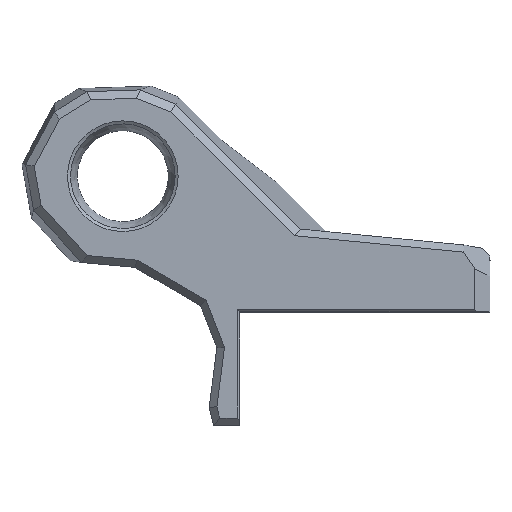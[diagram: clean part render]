
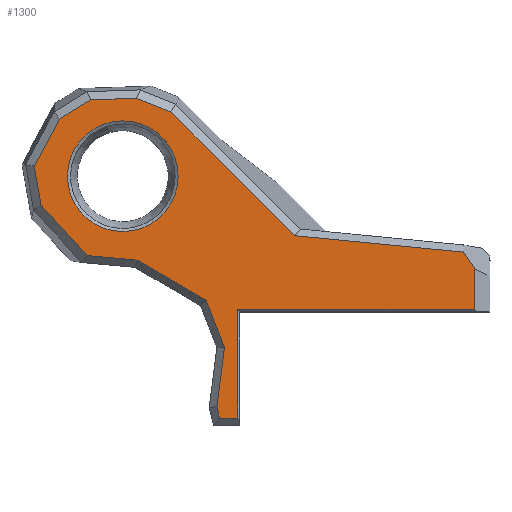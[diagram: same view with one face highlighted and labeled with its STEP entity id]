
A CAD part, top view. The second image highlights one B-rep face of the part: STEP entity #1300.
In plain terms, the highlighted planar face has unit normal (0, 0, 1).
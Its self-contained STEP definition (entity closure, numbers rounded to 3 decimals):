
#26=FACE_BOUND('',#187,.T.);
#40=PLANE('',#1401);
#104=FACE_OUTER_BOUND('',#186,.T.);
#186=EDGE_LOOP('',(#986,#987,#988,#989,#990,#991,#992,#993,#994,#995,#996,
#997,#998,#999,#1000,#1001,#1002,#1003));
#187=EDGE_LOOP('',(#1004));
#304=LINE('',#1966,#467);
#305=LINE('',#1968,#468);
#306=LINE('',#1970,#469);
#307=LINE('',#1972,#470);
#308=LINE('',#1974,#471);
#309=LINE('',#1976,#472);
#310=LINE('',#1978,#473);
#311=LINE('',#1980,#474);
#312=LINE('',#1982,#475);
#313=LINE('',#1984,#476);
#314=LINE('',#1986,#477);
#315=LINE('',#1988,#478);
#316=LINE('',#1990,#479);
#317=LINE('',#1992,#480);
#318=LINE('',#1994,#481);
#319=LINE('',#1996,#482);
#320=LINE('',#1998,#483);
#321=LINE('',#1999,#484);
#467=VECTOR('',#1578,2.603);
#468=VECTOR('',#1579,22.41);
#469=VECTOR('',#1580,23.092);
#470=VECTOR('',#1581,4.873);
#471=VECTOR('',#1582,6.054);
#472=VECTOR('',#1583,4.819);
#473=VECTOR('',#1584,7.045);
#474=VECTOR('',#1585,5.248);
#475=VECTOR('',#1586,9.001);
#476=VECTOR('',#1587,6.59);
#477=VECTOR('',#1588,10.569);
#478=VECTOR('',#1589,6.666);
#479=VECTOR('',#1590,7.868);
#480=VECTOR('',#1591,1.521);
#481=VECTOR('',#1592,2.36);
#482=VECTOR('',#1593,14.3);
#483=VECTOR('',#1594,31.295);
#484=VECTOR('',#1595,5.426);
#590=CIRCLE('',#1402,7.3);
#655=VERTEX_POINT('',#1964);
#656=VERTEX_POINT('',#1965);
#657=VERTEX_POINT('',#1967);
#658=VERTEX_POINT('',#1969);
#659=VERTEX_POINT('',#1971);
#660=VERTEX_POINT('',#1973);
#661=VERTEX_POINT('',#1975);
#662=VERTEX_POINT('',#1977);
#663=VERTEX_POINT('',#1979);
#664=VERTEX_POINT('',#1981);
#665=VERTEX_POINT('',#1983);
#666=VERTEX_POINT('',#1985);
#667=VERTEX_POINT('',#1987);
#668=VERTEX_POINT('',#1989);
#669=VERTEX_POINT('',#1991);
#670=VERTEX_POINT('',#1993);
#671=VERTEX_POINT('',#1995);
#672=VERTEX_POINT('',#1997);
#673=VERTEX_POINT('',#2000);
#787=EDGE_CURVE('',#655,#656,#304,.T.);
#788=EDGE_CURVE('',#657,#656,#305,.T.);
#789=EDGE_CURVE('',#658,#657,#306,.T.);
#790=EDGE_CURVE('',#659,#658,#307,.T.);
#791=EDGE_CURVE('',#660,#659,#308,.T.);
#792=EDGE_CURVE('',#661,#660,#309,.T.);
#793=EDGE_CURVE('',#662,#661,#310,.T.);
#794=EDGE_CURVE('',#663,#662,#311,.T.);
#795=EDGE_CURVE('',#664,#663,#312,.T.);
#796=EDGE_CURVE('',#665,#664,#313,.T.);
#797=EDGE_CURVE('',#666,#665,#314,.T.);
#798=EDGE_CURVE('',#667,#666,#315,.T.);
#799=EDGE_CURVE('',#668,#667,#316,.T.);
#800=EDGE_CURVE('',#669,#668,#317,.T.);
#801=EDGE_CURVE('',#670,#669,#318,.T.);
#802=EDGE_CURVE('',#671,#670,#319,.T.);
#803=EDGE_CURVE('',#672,#671,#320,.T.);
#804=EDGE_CURVE('',#655,#672,#321,.T.);
#805=EDGE_CURVE('',#673,#673,#590,.T.);
#986=ORIENTED_EDGE('',*,*,#787,.T.);
#987=ORIENTED_EDGE('',*,*,#788,.F.);
#988=ORIENTED_EDGE('',*,*,#789,.F.);
#989=ORIENTED_EDGE('',*,*,#790,.F.);
#990=ORIENTED_EDGE('',*,*,#791,.F.);
#991=ORIENTED_EDGE('',*,*,#792,.F.);
#992=ORIENTED_EDGE('',*,*,#793,.F.);
#993=ORIENTED_EDGE('',*,*,#794,.F.);
#994=ORIENTED_EDGE('',*,*,#795,.F.);
#995=ORIENTED_EDGE('',*,*,#796,.F.);
#996=ORIENTED_EDGE('',*,*,#797,.F.);
#997=ORIENTED_EDGE('',*,*,#798,.F.);
#998=ORIENTED_EDGE('',*,*,#799,.F.);
#999=ORIENTED_EDGE('',*,*,#800,.F.);
#1000=ORIENTED_EDGE('',*,*,#801,.F.);
#1001=ORIENTED_EDGE('',*,*,#802,.F.);
#1002=ORIENTED_EDGE('',*,*,#803,.F.);
#1003=ORIENTED_EDGE('',*,*,#804,.F.);
#1004=ORIENTED_EDGE('',*,*,#805,.F.);
#1300=ADVANCED_FACE('',(#104,#26),#40,.T.);
#1401=AXIS2_PLACEMENT_3D('',#1963,#1576,#1577);
#1402=AXIS2_PLACEMENT_3D('',#2001,#1596,#1597);
#1576=DIRECTION('center_axis',(0.,0.,1.));
#1577=DIRECTION('ref_axis',(0.574,-0.819,0.));
#1578=DIRECTION('',(-0.56,0.828,0.));
#1579=DIRECTION('',(0.995,-0.097,0.));
#1580=DIRECTION('',(0.707,-0.707,0.));
#1581=DIRECTION('',(0.93,-0.367,0.));
#1582=DIRECTION('',(0.999,0.033,0.));
#1583=DIRECTION('',(0.85,0.527,0.));
#1584=DIRECTION('',(0.474,0.881,0.));
#1585=DIRECTION('',(-0.174,0.985,0.));
#1586=DIRECTION('',(-0.676,0.737,0.));
#1587=DIRECTION('',(-0.996,0.091,0.));
#1588=DIRECTION('',(-0.863,0.505,0.));
#1589=DIRECTION('',(-0.363,0.932,0.));
#1590=DIRECTION('',(0.128,0.992,0.));
#1591=DIRECTION('',(-0.239,0.971,0.));
#1592=DIRECTION('',(-1.,0.,0.));
#1593=DIRECTION('',(0.,-1.,0.));
#1594=DIRECTION('',(-1.,0.,0.));
#1595=DIRECTION('',(0.,-1.,0.));
#1596=DIRECTION('center_axis',(0.,0.,1.));
#1597=DIRECTION('ref_axis',(-1.,0.,0.));
#1963=CARTESIAN_POINT('Origin',(38.563,-104.415,22.45));
#1964=CARTESIAN_POINT('',(-28.984,-85.97,22.45));
#1965=CARTESIAN_POINT('',(-30.442,-83.813,22.45));
#1966=CARTESIAN_POINT('',(-28.984,-85.97,22.45));
#1967=CARTESIAN_POINT('',(-52.747,-81.643,22.45));
#1968=CARTESIAN_POINT('',(-52.747,-81.643,22.45));
#1969=CARTESIAN_POINT('',(-69.076,-65.314,22.45));
#1970=CARTESIAN_POINT('',(-69.076,-65.314,22.45));
#1971=CARTESIAN_POINT('',(-73.608,-63.523,22.45));
#1972=CARTESIAN_POINT('',(-73.608,-63.523,22.45));
#1973=CARTESIAN_POINT('',(-79.659,-63.722,22.45));
#1974=CARTESIAN_POINT('',(-79.659,-63.722,22.45));
#1975=CARTESIAN_POINT('',(-83.754,-66.261,22.45));
#1976=CARTESIAN_POINT('',(-83.754,-66.261,22.45));
#1977=CARTESIAN_POINT('',(-87.092,-72.466,22.45));
#1978=CARTESIAN_POINT('',(-87.092,-72.466,22.45));
#1979=CARTESIAN_POINT('',(-86.181,-77.634,22.45));
#1980=CARTESIAN_POINT('',(-86.181,-77.634,22.45));
#1981=CARTESIAN_POINT('',(-80.1,-84.27,22.45));
#1982=CARTESIAN_POINT('',(-80.1,-84.27,22.45));
#1983=CARTESIAN_POINT('',(-73.538,-84.867,22.45));
#1984=CARTESIAN_POINT('',(-73.538,-84.867,22.45));
#1985=CARTESIAN_POINT('',(-64.415,-90.204,22.45));
#1986=CARTESIAN_POINT('',(-64.415,-90.204,22.45));
#1987=CARTESIAN_POINT('',(-61.997,-96.416,22.45));
#1988=CARTESIAN_POINT('',(-61.997,-96.416,22.45));
#1989=CARTESIAN_POINT('',(-63.002,-104.219,22.45));
#1990=CARTESIAN_POINT('',(-63.002,-104.219,22.45));
#1991=CARTESIAN_POINT('',(-62.639,-105.696,22.45));
#1992=CARTESIAN_POINT('',(-62.639,-105.696,22.45));
#1993=CARTESIAN_POINT('',(-60.279,-105.696,22.45));
#1994=CARTESIAN_POINT('',(-60.279,-105.696,22.45));
#1995=CARTESIAN_POINT('',(-60.279,-91.396,22.45));
#1996=CARTESIAN_POINT('',(-60.279,-91.396,22.45));
#1997=CARTESIAN_POINT('',(-28.984,-91.396,22.45));
#1998=CARTESIAN_POINT('',(-28.984,-91.396,22.45));
#1999=CARTESIAN_POINT('',(-28.984,-85.97,22.45));
#2000=CARTESIAN_POINT('',(-68.108,-73.8,22.45));
#2001=CARTESIAN_POINT('Origin',(-75.408,-73.8,22.45));
